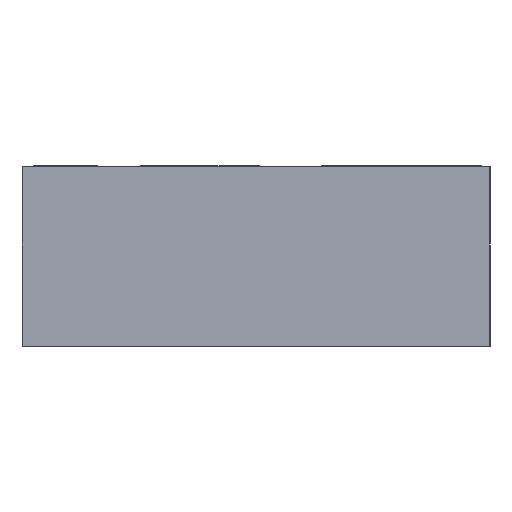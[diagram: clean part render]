
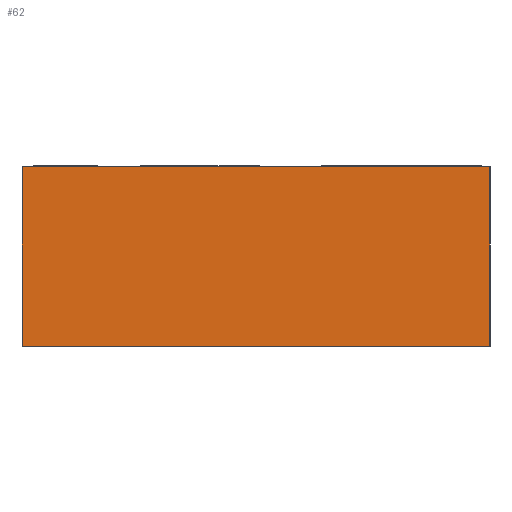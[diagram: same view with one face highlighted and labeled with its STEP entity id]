
A CAD part, left-side view. The second image highlights one B-rep face of the part: STEP entity #62.
In plain terms, the highlighted planar face has unit normal (-1, 0, 0).
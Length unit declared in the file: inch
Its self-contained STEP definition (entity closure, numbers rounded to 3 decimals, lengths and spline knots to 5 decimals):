
#4 = CARTESIAN_POINT ( 'NONE',  ( 191.65109, 24.32355, -0.084 ) ) ;
#6 = CARTESIAN_POINT ( 'NONE',  ( 191.65109, 24.32355, 0. ) ) ;
#22 = CARTESIAN_POINT ( 'NONE',  ( 191.65109, 0., -0.084 ) ) ;
#53 = VECTOR ( 'NONE', #842, 39.37008 ) ;
#55 = VECTOR ( 'NONE', #633, 39.37008 ) ;
#62 = ADVANCED_FACE ( 'NONE', ( #806 ), #279, .T. ) ;
#141 = EDGE_CURVE ( 'NONE', #513, #409, #795, .T. ) ;
#187 = ORIENTED_EDGE ( 'NONE', *, *, #959, .F. ) ;
#270 = DIRECTION ( 'NONE',  ( 0., 0., 1. ) ) ;
#279 = PLANE ( 'NONE',  #973 ) ;
#285 = EDGE_CURVE ( 'NONE', #694, #515, #862, .T. ) ;
#350 = EDGE_LOOP ( 'NONE', ( #813, #952, #873, #187 ) ) ;
#374 = CARTESIAN_POINT ( 'NONE',  ( 191.65109, 24.32355, 0. ) ) ;
#409 = VERTEX_POINT ( 'NONE', #662 ) ;
#439 = DIRECTION ( 'NONE',  ( -1., 0., 0. ) ) ;
#475 = LINE ( 'NONE', #983, #53 ) ;
#513 = VERTEX_POINT ( 'NONE', #374 ) ;
#515 = VERTEX_POINT ( 'NONE', #962 ) ;
#569 = CARTESIAN_POINT ( 'NONE',  ( 191.65109, 24.54255, -0.084 ) ) ;
#611 = LINE ( 'NONE', #569, #932 ) ;
#633 = DIRECTION ( 'NONE',  ( 0., 1., 0. ) ) ;
#662 = CARTESIAN_POINT ( 'NONE',  ( 191.65109, 24.54255, 0. ) ) ;
#694 = VERTEX_POINT ( 'NONE', #4 ) ;
#707 = EDGE_CURVE ( 'NONE', #513, #694, #475, .T. ) ;
#739 = DIRECTION ( 'NONE',  ( 0., 0., 1. ) ) ;
#795 = LINE ( 'NONE', #6, #905 ) ;
#806 = FACE_OUTER_BOUND ( 'NONE', #350, .T. ) ;
#810 = CARTESIAN_POINT ( 'NONE',  ( 191.65109, 24.32355, -0.084 ) ) ;
#813 = ORIENTED_EDGE ( 'NONE', *, *, #285, .F. ) ;
#842 = DIRECTION ( 'NONE',  ( 0., 0., -1. ) ) ;
#848 = DIRECTION ( 'NONE',  ( 0., 1., 0. ) ) ;
#862 = LINE ( 'NONE', #22, #55 ) ;
#873 = ORIENTED_EDGE ( 'NONE', *, *, #141, .T. ) ;
#905 = VECTOR ( 'NONE', #848, 39.37008 ) ;
#932 = VECTOR ( 'NONE', #270, 39.37008 ) ;
#952 = ORIENTED_EDGE ( 'NONE', *, *, #707, .F. ) ;
#959 = EDGE_CURVE ( 'NONE', #515, #409, #611, .T. ) ;
#962 = CARTESIAN_POINT ( 'NONE',  ( 191.65109, 24.54255, -0.084 ) ) ;
#973 = AXIS2_PLACEMENT_3D ( 'NONE', #810, #439, #739 ) ;
#983 = CARTESIAN_POINT ( 'NONE',  ( 191.65109, 24.32355, -0.084 ) ) ;
